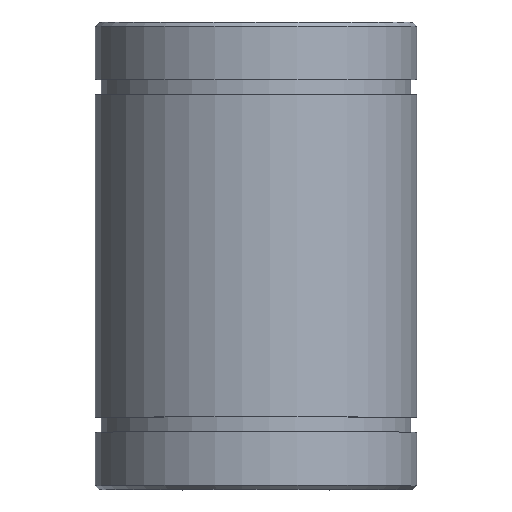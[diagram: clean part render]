
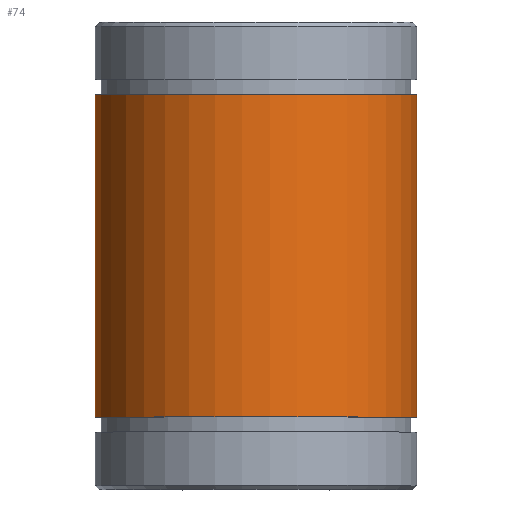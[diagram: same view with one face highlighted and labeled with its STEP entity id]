
A CAD part, top view. The second image highlights one B-rep face of the part: STEP entity #74.
In plain terms, the highlighted cylindrical face has radius 20 mm (diameter 40 mm), a partial arc.
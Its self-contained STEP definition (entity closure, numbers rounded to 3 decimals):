
#74 = ADVANCED_FACE( '', ( #143 ), #144, .T. );
#143 = FACE_OUTER_BOUND( '', #204, .T. );
#144 = CYLINDRICAL_SURFACE( '', #205, 20. );
#204 = EDGE_LOOP( '', ( #363, #364, #365, #366 ) );
#205 = AXIS2_PLACEMENT_3D( '', #367, #368, #369 );
#363 = ORIENTED_EDGE( '', *, *, #435, .T. );
#364 = ORIENTED_EDGE( '', *, *, #399, .F. );
#365 = ORIENTED_EDGE( '', *, *, #416, .F. );
#366 = ORIENTED_EDGE( '', *, *, #429, .T. );
#367 = CARTESIAN_POINT( '', ( 0., -60., 0. ) );
#368 = DIRECTION( '', ( 0., 1., 0. ) );
#369 = DIRECTION( '', ( 0., 0., -1. ) );
#399 = EDGE_CURVE( '', #479, #481, #482, .T. );
#416 = EDGE_CURVE( '', #506, #479, #508, .T. );
#429 = EDGE_CURVE( '', #506, #525, #527, .T. );
#435 = EDGE_CURVE( '', #525, #481, #533, .T. );
#479 = VERTEX_POINT( '', #593 );
#481 = VERTEX_POINT( '', #596 );
#482 = LINE( '', #597, #598 );
#506 = VERTEX_POINT( '', #637 );
#508 = CIRCLE( '', #640, 20. );
#525 = VERTEX_POINT( '', #669 );
#527 = LINE( '', #672, #673 );
#533 = CIRCLE( '', #679, 20. );
#593 = CARTESIAN_POINT( '', ( -9.329, -20., -17.691 ) );
#596 = CARTESIAN_POINT( '', ( -9.329, 20., -17.691 ) );
#597 = CARTESIAN_POINT( '', ( -9.329, -81.019, -17.691 ) );
#598 = VECTOR( '', #714, 1000. );
#637 = CARTESIAN_POINT( '', ( 9.329, -20., -17.691 ) );
#640 = AXIS2_PLACEMENT_3D( '', #731, #732, #733 );
#669 = CARTESIAN_POINT( '', ( 9.329, 20., -17.691 ) );
#672 = CARTESIAN_POINT( '', ( 9.329, -81.019, -17.691 ) );
#673 = VECTOR( '', #744, 1000. );
#679 = AXIS2_PLACEMENT_3D( '', #751, #752, #753 );
#714 = DIRECTION( '', ( 0., 1., 0. ) );
#731 = CARTESIAN_POINT( '', ( 0., -20., 0. ) );
#732 = DIRECTION( '', ( 0., -1., 0. ) );
#733 = DIRECTION( '', ( 0., 0., -1. ) );
#744 = DIRECTION( '', ( 0., 1., 0. ) );
#751 = CARTESIAN_POINT( '', ( 0., 20., 0. ) );
#752 = DIRECTION( '', ( 0., -1., 0. ) );
#753 = DIRECTION( '', ( 0., 0., -1. ) );
